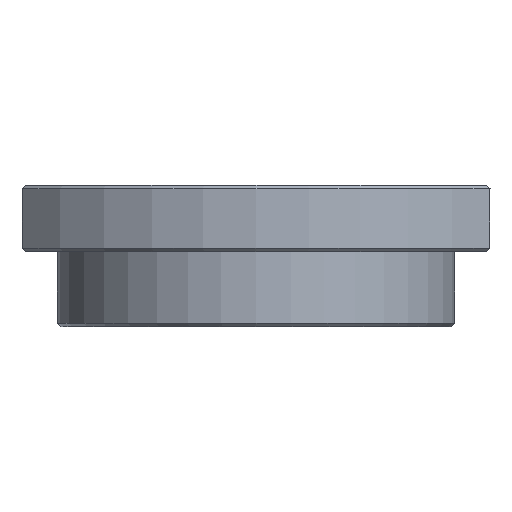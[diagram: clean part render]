
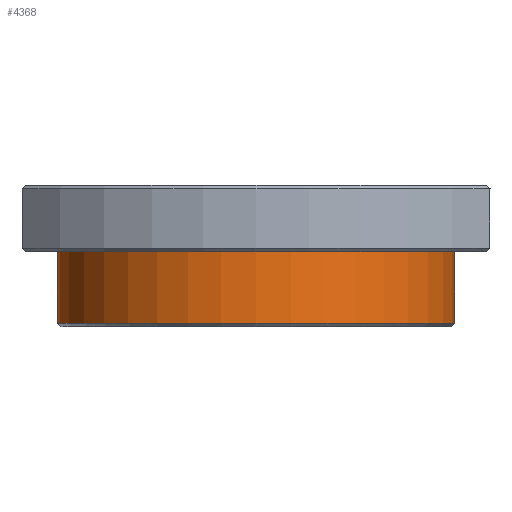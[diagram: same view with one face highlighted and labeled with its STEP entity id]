
A CAD part, front view. The second image highlights one B-rep face of the part: STEP entity #4368.
In plain terms, the highlighted cylindrical face has radius 45 mm (diameter 90 mm), a partial arc.
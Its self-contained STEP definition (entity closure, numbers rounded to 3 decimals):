
#54 = VECTOR ( 'NONE', #3429, 1000. ) ;
#230 = CIRCLE ( 'NONE', #13921, 45. ) ;
#524 = DIRECTION ( 'NONE',  ( 0., 0., 1. ) ) ;
#1278 = CARTESIAN_POINT ( 'NONE',  ( 45., 0., 0.75 ) ) ;
#1367 = DIRECTION ( 'NONE',  ( -1., 0., 0. ) ) ;
#1836 = EDGE_CURVE ( 'NONE', #12157, #12040, #230, .T. ) ;
#2125 = CARTESIAN_POINT ( 'NONE',  ( 0., 0., 17. ) ) ;
#2188 = AXIS2_PLACEMENT_3D ( 'NONE', #9699, #8096, #6517 ) ;
#2210 = DIRECTION ( 'NONE',  ( 0., 0., -1. ) ) ;
#2812 = CARTESIAN_POINT ( 'NONE',  ( -45., 0., 0.75 ) ) ;
#2954 = DIRECTION ( 'NONE',  ( 0., 0., -1. ) ) ;
#3429 = DIRECTION ( 'NONE',  ( 0., 0., -1. ) ) ;
#3811 = CARTESIAN_POINT ( 'NONE',  ( -45., 0., 17. ) ) ;
#4135 = VERTEX_POINT ( 'NONE', #1278 ) ;
#4177 = ORIENTED_EDGE ( 'NONE', *, *, #6799, .T. ) ;
#4368 = ADVANCED_FACE ( 'NONE', ( #13414 ), #13803, .T. ) ;
#4470 = ORIENTED_EDGE ( 'NONE', *, *, #1836, .F. ) ;
#4541 = CARTESIAN_POINT ( 'NONE',  ( 0., 0., 17. ) ) ;
#5021 = CARTESIAN_POINT ( 'NONE',  ( 45., 0., 17. ) ) ;
#5058 = ORIENTED_EDGE ( 'NONE', *, *, #8048, .T. ) ;
#5232 = ORIENTED_EDGE ( 'NONE', *, *, #5452, .F. ) ;
#5382 = LINE ( 'NONE', #3811, #14016 ) ;
#5452 = EDGE_CURVE ( 'NONE', #12040, #4135, #6591, .T. ) ;
#6517 = DIRECTION ( 'NONE',  ( 1., 0., 0. ) ) ;
#6591 = LINE ( 'NONE', #5021, #54 ) ;
#6799 = EDGE_CURVE ( 'NONE', #12157, #8152, #5382, .T. ) ;
#7244 = CARTESIAN_POINT ( 'NONE',  ( 45., 0., 17. ) ) ;
#7491 = CIRCLE ( 'NONE', #2188, 45. ) ;
#8048 = EDGE_CURVE ( 'NONE', #8152, #4135, #7491, .T. ) ;
#8096 = DIRECTION ( 'NONE',  ( 0., 0., 1. ) ) ;
#8152 = VERTEX_POINT ( 'NONE', #2812 ) ;
#9699 = CARTESIAN_POINT ( 'NONE',  ( 0., 0., 0.75 ) ) ;
#9871 = CARTESIAN_POINT ( 'NONE',  ( -45., 0., 17. ) ) ;
#12040 = VERTEX_POINT ( 'NONE', #7244 ) ;
#12157 = VERTEX_POINT ( 'NONE', #9871 ) ;
#12251 = EDGE_LOOP ( 'NONE', ( #5232, #4470, #4177, #5058 ) ) ;
#12600 = AXIS2_PLACEMENT_3D ( 'NONE', #4541, #2954, #1367 ) ;
#13414 = FACE_OUTER_BOUND ( 'NONE', #12251, .T. ) ;
#13803 = CYLINDRICAL_SURFACE ( 'NONE', #12600, 45. ) ;
#13921 = AXIS2_PLACEMENT_3D ( 'NONE', #2125, #524, #14488 ) ;
#14016 = VECTOR ( 'NONE', #2210, 1000. ) ;
#14488 = DIRECTION ( 'NONE',  ( -1., 0., 0. ) ) ;
